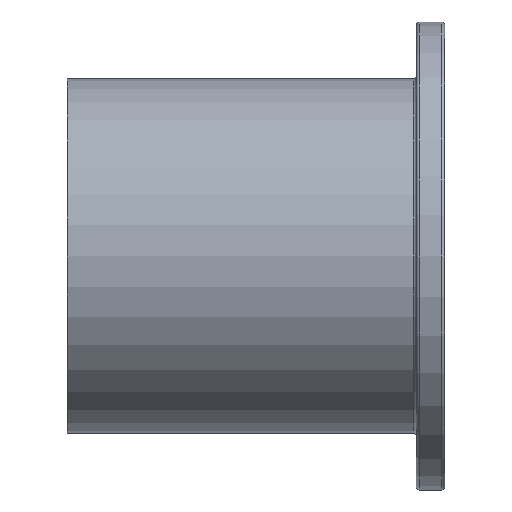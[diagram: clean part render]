
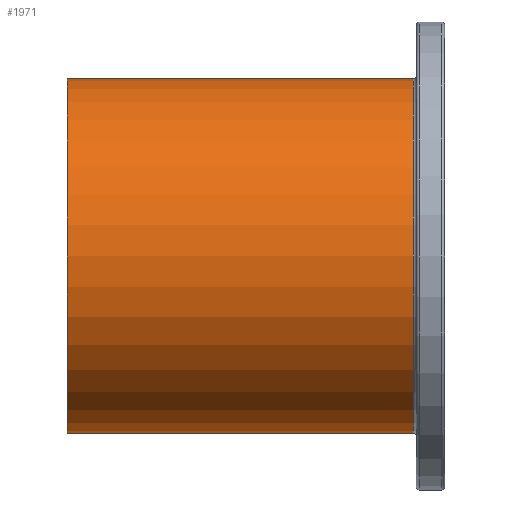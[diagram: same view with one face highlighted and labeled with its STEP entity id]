
A CAD part, left-side view. The second image highlights one B-rep face of the part: STEP entity #1971.
In plain terms, the highlighted cylindrical face has radius 1.587 mm (diameter 3.175 mm), a partial arc.
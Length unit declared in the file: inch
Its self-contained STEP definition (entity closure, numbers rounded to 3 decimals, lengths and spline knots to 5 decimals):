
#64 = CARTESIAN_POINT ( 'NONE',  ( 0., 0.133, 0.0625 ) ) ;
#188 = VECTOR ( 'NONE', #2121, 39.37008 ) ;
#350 = EDGE_CURVE ( 'NONE', #1200, #2623, #1908, .T. ) ;
#487 = ORIENTED_EDGE ( 'NONE', *, *, #1257, .T. ) ;
#621 = LINE ( 'NONE', #1738, #882 ) ;
#663 = CARTESIAN_POINT ( 'NONE',  ( 0., 0.011, 0.0625 ) ) ;
#716 = CYLINDRICAL_SURFACE ( 'NONE', #2142, 0.0625 ) ;
#743 = DIRECTION ( 'NONE',  ( 0., -1., 0. ) ) ;
#752 = LINE ( 'NONE', #891, #188 ) ;
#795 = CARTESIAN_POINT ( 'NONE',  ( 0., 0.011, 0. ) ) ;
#800 = CARTESIAN_POINT ( 'NONE',  ( 0., 0.133, 0. ) ) ;
#882 = VECTOR ( 'NONE', #2346, 39.37008 ) ;
#891 = CARTESIAN_POINT ( 'NONE',  ( 0., -0.00601, 0.0625 ) ) ;
#909 = ORIENTED_EDGE ( 'NONE', *, *, #2483, .F. ) ;
#1057 = VERTEX_POINT ( 'NONE', #1225 ) ;
#1065 = ORIENTED_EDGE ( 'NONE', *, *, #1673, .T. ) ;
#1108 = VERTEX_POINT ( 'NONE', #64 ) ;
#1120 = CARTESIAN_POINT ( 'NONE',  ( 0., -0.00601, 0. ) ) ;
#1200 = VERTEX_POINT ( 'NONE', #2236 ) ;
#1225 = CARTESIAN_POINT ( 'NONE',  ( 0., 0.133, -0.0625 ) ) ;
#1226 = DIRECTION ( 'NONE',  ( 0., 1., 0. ) ) ;
#1257 = EDGE_CURVE ( 'NONE', #1057, #1200, #621, .T. ) ;
#1425 = FACE_OUTER_BOUND ( 'NONE', #2253, .T. ) ;
#1606 = DIRECTION ( 'NONE',  ( 0., 0., 1. ) ) ;
#1673 = EDGE_CURVE ( 'NONE', #1108, #1057, #2150, .T. ) ;
#1738 = CARTESIAN_POINT ( 'NONE',  ( 0., -0.00601, -0.0625 ) ) ;
#1796 = ORIENTED_EDGE ( 'NONE', *, *, #350, .T. ) ;
#1908 = CIRCLE ( 'NONE', #2630, 0.0625 ) ;
#1909 = AXIS2_PLACEMENT_3D ( 'NONE', #800, #2235, #2246 ) ;
#1971 = ADVANCED_FACE ( 'NONE', ( #1425 ), #716, .T. ) ;
#2121 = DIRECTION ( 'NONE',  ( 0., -1., 0. ) ) ;
#2142 = AXIS2_PLACEMENT_3D ( 'NONE', #1120, #743, #2169 ) ;
#2150 = CIRCLE ( 'NONE', #1909, 0.0625 ) ;
#2169 = DIRECTION ( 'NONE',  ( 0., 0., -1. ) ) ;
#2235 = DIRECTION ( 'NONE',  ( 0., -1., 0. ) ) ;
#2236 = CARTESIAN_POINT ( 'NONE',  ( 0., 0.011, -0.0625 ) ) ;
#2246 = DIRECTION ( 'NONE',  ( 0., 0., -1. ) ) ;
#2253 = EDGE_LOOP ( 'NONE', ( #909, #1065, #487, #1796 ) ) ;
#2346 = DIRECTION ( 'NONE',  ( 0., -1., 0. ) ) ;
#2483 = EDGE_CURVE ( 'NONE', #1108, #2623, #752, .T. ) ;
#2623 = VERTEX_POINT ( 'NONE', #663 ) ;
#2630 = AXIS2_PLACEMENT_3D ( 'NONE', #795, #1226, #1606 ) ;
